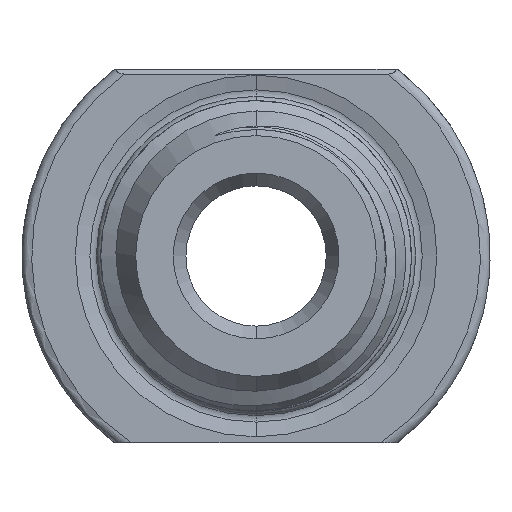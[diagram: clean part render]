
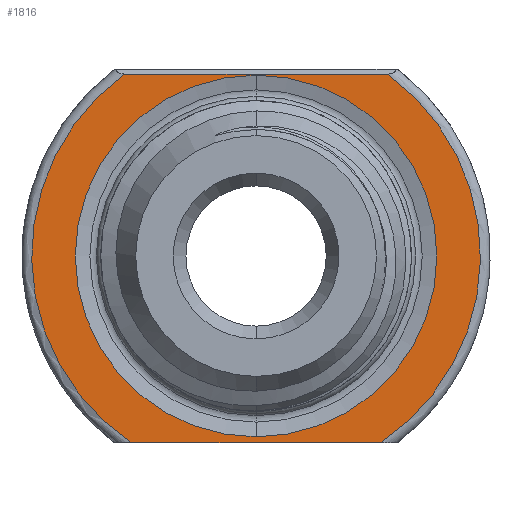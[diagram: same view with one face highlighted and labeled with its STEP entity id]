
A CAD part, left-side view. The second image highlights one B-rep face of the part: STEP entity #1816.
In plain terms, the highlighted planar face has unit normal (-1, 0, 0).
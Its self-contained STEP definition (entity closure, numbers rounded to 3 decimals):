
#36 = CIRCLE ( 'NONE', #5321, 9.216 ) ;
#100 = CARTESIAN_POINT ( 'NONE',  ( 25., 6.693, 9.275 ) ) ;
#179 = ORIENTED_EDGE ( 'NONE', *, *, #4925, .F. ) ;
#211 = EDGE_LOOP ( 'NONE', ( #716, #495, #746, #3191 ) ) ;
#426 = CARTESIAN_POINT ( 'NONE',  ( 25., -6.693, 9.275 ) ) ;
#495 = ORIENTED_EDGE ( 'NONE', *, *, #1496, .T. ) ;
#661 = DIRECTION ( 'NONE',  ( 0., 0., -1. ) ) ;
#698 = PLANE ( 'NONE',  #5370 ) ;
#716 = ORIENTED_EDGE ( 'NONE', *, *, #3589, .T. ) ;
#742 = VERTEX_POINT ( 'NONE', #1122 ) ;
#746 = ORIENTED_EDGE ( 'NONE', *, *, #5488, .T. ) ;
#786 = CARTESIAN_POINT ( 'NONE',  ( 25., 0., -9.216 ) ) ;
#980 = DIRECTION ( 'NONE',  ( 0., -1., 0. ) ) ;
#1122 = CARTESIAN_POINT ( 'NONE',  ( 25., 0., 9.216 ) ) ;
#1202 = DIRECTION ( 'NONE',  ( -1., 0., 0. ) ) ;
#1239 = DIRECTION ( 'NONE',  ( 0., 0., 1. ) ) ;
#1496 = EDGE_CURVE ( 'NONE', #2149, #1936, #1893, .T. ) ;
#1568 = FACE_OUTER_BOUND ( 'NONE', #211, .T. ) ;
#1816 = ADVANCED_FACE ( 'NONE', ( #1568, #4598 ), #698, .F. ) ;
#1878 = CARTESIAN_POINT ( 'NONE',  ( 25., 11.938, 0. ) ) ;
#1893 = LINE ( 'NONE', #2297, #2082 ) ;
#1932 = DIRECTION ( 'NONE',  ( -1., 0., 0. ) ) ;
#1936 = VERTEX_POINT ( 'NONE', #5243 ) ;
#2033 = CARTESIAN_POINT ( 'NONE',  ( 25., 0., 0. ) ) ;
#2046 = CARTESIAN_POINT ( 'NONE',  ( 25., 0., 0. ) ) ;
#2082 = VECTOR ( 'NONE', #980, 1000. ) ;
#2149 = VERTEX_POINT ( 'NONE', #3608 ) ;
#2297 = CARTESIAN_POINT ( 'NONE',  ( 25., 11.938, -9.525 ) ) ;
#2333 = CIRCLE ( 'NONE', #2968, 9.216 ) ;
#2498 = CARTESIAN_POINT ( 'NONE',  ( 25., 0., 0. ) ) ;
#2520 = DIRECTION ( 'NONE',  ( 0., 1., 0. ) ) ;
#2685 = DIRECTION ( 'NONE',  ( 0., 0., -1. ) ) ;
#2905 = EDGE_CURVE ( 'NONE', #3498, #4781, #2909, .T. ) ;
#2909 = LINE ( 'NONE', #4649, #3315 ) ;
#2968 = AXIS2_PLACEMENT_3D ( 'NONE', #2498, #1932, #4219 ) ;
#3185 = AXIS2_PLACEMENT_3D ( 'NONE', #2046, #1202, #661 ) ;
#3191 = ORIENTED_EDGE ( 'NONE', *, *, #2905, .T. ) ;
#3315 = VECTOR ( 'NONE', #2520, 1000. ) ;
#3498 = VERTEX_POINT ( 'NONE', #426 ) ;
#3589 = EDGE_CURVE ( 'NONE', #4781, #2149, #3981, .T. ) ;
#3608 = CARTESIAN_POINT ( 'NONE',  ( 25., 6.333, -9.525 ) ) ;
#3626 = DIRECTION ( 'NONE',  ( 1., 0., 0. ) ) ;
#3732 = DIRECTION ( 'NONE',  ( -1., 0., 0. ) ) ;
#3745 = EDGE_LOOP ( 'NONE', ( #3971, #179 ) ) ;
#3763 = CARTESIAN_POINT ( 'NONE',  ( 25., 0., 0. ) ) ;
#3794 = DIRECTION ( 'NONE',  ( -1., 0., 0. ) ) ;
#3971 = ORIENTED_EDGE ( 'NONE', *, *, #4572, .F. ) ;
#3981 = CIRCLE ( 'NONE', #4689, 11.438 ) ;
#4219 = DIRECTION ( 'NONE',  ( 0., 0., 1. ) ) ;
#4572 = EDGE_CURVE ( 'NONE', #742, #5241, #36, .T. ) ;
#4598 = FACE_BOUND ( 'NONE', #3745, .T. ) ;
#4649 = CARTESIAN_POINT ( 'NONE',  ( 25., 11.938, 9.275 ) ) ;
#4689 = AXIS2_PLACEMENT_3D ( 'NONE', #3763, #3732, #5501 ) ;
#4781 = VERTEX_POINT ( 'NONE', #100 ) ;
#4925 = EDGE_CURVE ( 'NONE', #5241, #742, #2333, .T. ) ;
#5241 = VERTEX_POINT ( 'NONE', #786 ) ;
#5243 = CARTESIAN_POINT ( 'NONE',  ( 25., -6.333, -9.525 ) ) ;
#5321 = AXIS2_PLACEMENT_3D ( 'NONE', #2033, #3794, #1239 ) ;
#5370 = AXIS2_PLACEMENT_3D ( 'NONE', #1878, #3626, #2685 ) ;
#5488 = EDGE_CURVE ( 'NONE', #1936, #3498, #5634, .T. ) ;
#5501 = DIRECTION ( 'NONE',  ( 0., 0., -1. ) ) ;
#5634 = CIRCLE ( 'NONE', #3185, 11.438 ) ;
